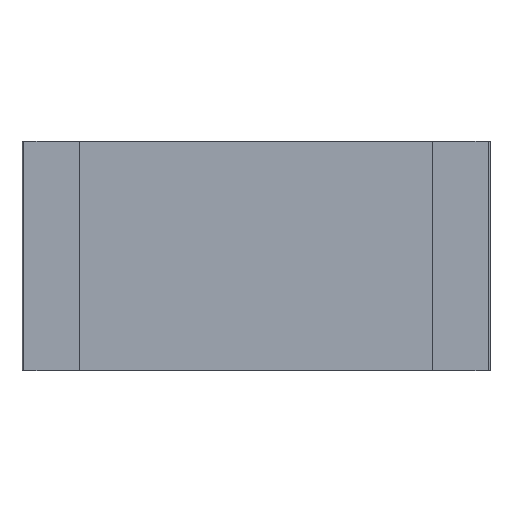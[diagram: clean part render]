
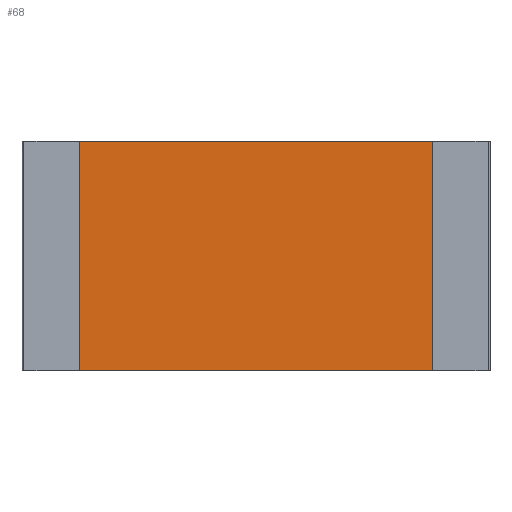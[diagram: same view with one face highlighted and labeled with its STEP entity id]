
A CAD part, top view. The second image highlights one B-rep face of the part: STEP entity #68.
In plain terms, the highlighted free-form (B-spline) face has degree [2, 1] with [3, 2] control points.
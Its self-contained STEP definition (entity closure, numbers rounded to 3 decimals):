
#68=ADVANCED_FACE('',(#114),#1549,.T.);
#114=FACE_OUTER_BOUND('',#160,.T.);
#160=EDGE_LOOP('',(#215,#216,#217,#218));
#215=ORIENTED_EDGE('',*,*,#1183,.T.);
#216=ORIENTED_EDGE('',*,*,#1184,.T.);
#217=ORIENTED_EDGE('',*,*,#1185,.T.);
#218=ORIENTED_EDGE('',*,*,#1181,.F.);
#440=PCURVE('',#1548,#668);
#443=PCURVE('',#1549,#671);
#444=PCURVE('',#1549,#672);
#445=PCURVE('',#1549,#673);
#446=PCURVE('',#1549,#674);
#450=PCURVE('',#1550,#678);
#467=PCURVE('',#1534,#695);
#474=PCURVE('',#1535,#702);
#668=DEFINITIONAL_REPRESENTATION('',(#896),#2764);
#671=DEFINITIONAL_REPRESENTATION('',(#899),#2764);
#672=DEFINITIONAL_REPRESENTATION('',(#900),#2764);
#673=DEFINITIONAL_REPRESENTATION('',(#901),#2764);
#674=DEFINITIONAL_REPRESENTATION('',(#902),#2764);
#678=DEFINITIONAL_REPRESENTATION('',(#906),#2764);
#695=DEFINITIONAL_REPRESENTATION('',(#1315),#2764);
#702=DEFINITIONAL_REPRESENTATION('',(#1322),#2764);
#896=B_SPLINE_CURVE_WITH_KNOTS('',1,(#1740,#1741),.UNSPECIFIED.,.F.,.F.,
(2,2),(0.,2.4),.UNSPECIFIED.);
#899=B_SPLINE_CURVE_WITH_KNOTS('',1,(#1752,#1753),.UNSPECIFIED.,.F.,.F.,
(2,2),(-5.524,-4.044),.UNSPECIFIED.);
#900=B_SPLINE_CURVE_WITH_KNOTS('',1,(#1756,#1757),.UNSPECIFIED.,.F.,.F.,
(2,2),(0.,2.4),.UNSPECIFIED.);
#901=B_SPLINE_CURVE_WITH_KNOTS('',1,(#1761,#1762),.UNSPECIFIED.,.F.,.F.,
(2,2),(4.044,5.524),.UNSPECIFIED.);
#902=B_SPLINE_CURVE_WITH_KNOTS('',1,(#1763,#1764),.UNSPECIFIED.,.F.,.F.,
(2,2),(0.,2.4),.UNSPECIFIED.);
#906=B_SPLINE_CURVE_WITH_KNOTS('',1,(#1779,#1780),.UNSPECIFIED.,.F.,.F.,
(2,2),(0.,2.4),.UNSPECIFIED.);
#1067=SURFACE_CURVE('',#1295,(#440,#446),.PCURVE_S1.);
#1069=SURFACE_CURVE('',#1297,(#443,#467),.PCURVE_S1.);
#1070=SURFACE_CURVE('',#1298,(#444,#450),.PCURVE_S1.);
#1071=SURFACE_CURVE('',#1299,(#445,#474),.PCURVE_S1.);
#1181=EDGE_CURVE('',#1464,#1465,#1067,.T.);
#1183=EDGE_CURVE('',#1464,#1466,#1069,.T.);
#1184=EDGE_CURVE('',#1466,#1467,#1070,.T.);
#1185=EDGE_CURVE('',#1467,#1465,#1071,.T.);
#1295=(
BOUNDED_CURVE()
B_SPLINE_CURVE(1,(#1738,#1739),.UNSPECIFIED.,.F.,.F.)
B_SPLINE_CURVE_WITH_KNOTS((2,2),(0.,2.4),.UNSPECIFIED.)
CURVE()
GEOMETRIC_REPRESENTATION_ITEM()
RATIONAL_B_SPLINE_CURVE((1.,1.))
REPRESENTATION_ITEM('')
);
#1297=(
BOUNDED_CURVE()
B_SPLINE_CURVE(2,(#1749,#1750,#1751),.UNSPECIFIED.,.F.,.F.)
B_SPLINE_CURVE_WITH_KNOTS((3,3),(-5.524,-4.044),
 .UNSPECIFIED.)
CURVE()
GEOMETRIC_REPRESENTATION_ITEM()
RATIONAL_B_SPLINE_CURVE((1.,1.,1.))
REPRESENTATION_ITEM('')
);
#1298=(
BOUNDED_CURVE()
B_SPLINE_CURVE(1,(#1754,#1755),.UNSPECIFIED.,.F.,.F.)
B_SPLINE_CURVE_WITH_KNOTS((2,2),(0.,2.4),.UNSPECIFIED.)
CURVE()
GEOMETRIC_REPRESENTATION_ITEM()
RATIONAL_B_SPLINE_CURVE((1.,1.))
REPRESENTATION_ITEM('')
);
#1299=(
BOUNDED_CURVE()
B_SPLINE_CURVE(2,(#1758,#1759,#1760),.UNSPECIFIED.,.F.,.F.)
B_SPLINE_CURVE_WITH_KNOTS((3,3),(4.044,5.524),
 .UNSPECIFIED.)
CURVE()
GEOMETRIC_REPRESENTATION_ITEM()
RATIONAL_B_SPLINE_CURVE((1.,1.,1.))
REPRESENTATION_ITEM('')
);
#1315=(
BOUNDED_CURVE()
B_SPLINE_CURVE(2,(#1839,#1840,#1841),.UNSPECIFIED.,.F.,.F.)
B_SPLINE_CURVE_WITH_KNOTS((3,3),(-5.524,-4.044),
 .UNSPECIFIED.)
CURVE()
GEOMETRIC_REPRESENTATION_ITEM()
RATIONAL_B_SPLINE_CURVE((1.,1.,1.))
REPRESENTATION_ITEM('')
);
#1322=(
BOUNDED_CURVE()
B_SPLINE_CURVE(2,(#1860,#1861,#1862),.UNSPECIFIED.,.F.,.F.)
B_SPLINE_CURVE_WITH_KNOTS((3,3),(4.044,5.524),
 .UNSPECIFIED.)
CURVE()
GEOMETRIC_REPRESENTATION_ITEM()
RATIONAL_B_SPLINE_CURVE((1.,1.,1.))
REPRESENTATION_ITEM('')
);
#1464=VERTEX_POINT('',#1689);
#1465=VERTEX_POINT('',#1690);
#1466=VERTEX_POINT('',#1691);
#1467=VERTEX_POINT('',#1692);
#1534=PLANE('',#1600);
#1535=PLANE('',#1601);
#1548=(
BOUNDED_SURFACE()
B_SPLINE_SURFACE(2,1,((#1645,#1646),(#1647,#1648),(#1649,#1650)),
 .UNSPECIFIED.,.F.,.F.,.F.)
B_SPLINE_SURFACE_WITH_KNOTS((3,3),(2,2),(-5.54,-5.524),
(0.,2.4),.UNSPECIFIED.)
GEOMETRIC_REPRESENTATION_ITEM()
RATIONAL_B_SPLINE_SURFACE(((1.,1.),(0.707,0.707),
(1.,1.)))
REPRESENTATION_ITEM('')
SURFACE()
);
#1549=(
BOUNDED_SURFACE()
B_SPLINE_SURFACE(2,1,((#1651,#1652),(#1653,#1654),(#1655,#1656)),
 .UNSPECIFIED.,.F.,.F.,.F.)
B_SPLINE_SURFACE_WITH_KNOTS((3,3),(2,2),(-5.524,-4.044),
(0.,2.4),.UNSPECIFIED.)
GEOMETRIC_REPRESENTATION_ITEM()
RATIONAL_B_SPLINE_SURFACE(((1.,1.),(1.,1.),(1.,1.)))
REPRESENTATION_ITEM('')
SURFACE()
);
#1550=(
BOUNDED_SURFACE()
B_SPLINE_SURFACE(2,1,((#1657,#1658),(#1659,#1660),(#1661,#1662)),
 .UNSPECIFIED.,.F.,.F.,.F.)
B_SPLINE_SURFACE_WITH_KNOTS((3,3),(2,2),(-4.044,-4.029),
(0.,2.4),.UNSPECIFIED.)
GEOMETRIC_REPRESENTATION_ITEM()
RATIONAL_B_SPLINE_SURFACE(((1.,1.),(0.707,0.707),
(1.,1.)))
REPRESENTATION_ITEM('')
SURFACE()
);
#1600=AXIS2_PLACEMENT_3D('',#1681,#1616,$);
#1601=AXIS2_PLACEMENT_3D('',#1682,#1617,$);
#1616=DIRECTION('',(0.,-1.,0.));
#1617=DIRECTION('',(0.,1.,0.));
#1645=CARTESIAN_POINT('',(-2.4,-1.2,0.49));
#1646=CARTESIAN_POINT('',(-2.4,1.2,0.49));
#1647=CARTESIAN_POINT('',(-2.4,-1.2,0.5));
#1648=CARTESIAN_POINT('',(-2.4,1.2,0.5));
#1649=CARTESIAN_POINT('',(-2.39,-1.2,0.5));
#1650=CARTESIAN_POINT('',(-2.39,1.2,0.5));
#1651=CARTESIAN_POINT('',(-2.39,-1.2,0.5));
#1652=CARTESIAN_POINT('',(-2.39,1.2,0.5));
#1653=CARTESIAN_POINT('',(0.,-1.2,0.5));
#1654=CARTESIAN_POINT('',(0.,1.2,0.5));
#1655=CARTESIAN_POINT('',(2.39,-1.2,0.5));
#1656=CARTESIAN_POINT('',(2.39,1.2,0.5));
#1657=CARTESIAN_POINT('',(2.39,-1.2,0.5));
#1658=CARTESIAN_POINT('',(2.39,1.2,0.5));
#1659=CARTESIAN_POINT('',(2.4,-1.2,0.5));
#1660=CARTESIAN_POINT('',(2.4,1.2,0.5));
#1661=CARTESIAN_POINT('',(2.4,-1.2,0.49));
#1662=CARTESIAN_POINT('',(2.4,1.2,0.49));
#1681=CARTESIAN_POINT('',(3.,-1.2,-0.006));
#1682=CARTESIAN_POINT('',(3.,1.2,-0.006));
#1689=CARTESIAN_POINT('',(-2.39,-1.2,0.5));
#1690=CARTESIAN_POINT('',(-2.39,1.2,0.5));
#1691=CARTESIAN_POINT('',(2.39,-1.2,0.5));
#1692=CARTESIAN_POINT('',(2.39,1.2,0.5));
#1738=CARTESIAN_POINT('',(-2.39,-1.2,0.5));
#1739=CARTESIAN_POINT('',(-2.39,1.2,0.5));
#1740=CARTESIAN_POINT('',(-5.524,0.));
#1741=CARTESIAN_POINT('',(-5.524,2.4));
#1749=CARTESIAN_POINT('',(-2.39,-1.2,0.5));
#1750=CARTESIAN_POINT('',(0.,-1.2,0.5));
#1751=CARTESIAN_POINT('',(2.39,-1.2,0.5));
#1752=CARTESIAN_POINT('',(-5.524,0.));
#1753=CARTESIAN_POINT('',(-4.044,0.));
#1754=CARTESIAN_POINT('',(2.39,-1.2,0.5));
#1755=CARTESIAN_POINT('',(2.39,1.2,0.5));
#1756=CARTESIAN_POINT('',(-4.044,0.));
#1757=CARTESIAN_POINT('',(-4.044,2.4));
#1758=CARTESIAN_POINT('',(2.39,1.2,0.5));
#1759=CARTESIAN_POINT('',(0.,1.2,0.5));
#1760=CARTESIAN_POINT('',(-2.39,1.2,0.5));
#1761=CARTESIAN_POINT('',(-4.044,2.4));
#1762=CARTESIAN_POINT('',(-5.524,2.4));
#1763=CARTESIAN_POINT('',(-5.524,0.));
#1764=CARTESIAN_POINT('',(-5.524,2.4));
#1779=CARTESIAN_POINT('',(-4.044,0.));
#1780=CARTESIAN_POINT('',(-4.044,2.4));
#1839=CARTESIAN_POINT('',(0.45,0.));
#1840=CARTESIAN_POINT('',(0.45,-2.39));
#1841=CARTESIAN_POINT('',(0.45,-4.78));
#1860=CARTESIAN_POINT('',(-4.78,0.45));
#1861=CARTESIAN_POINT('',(-2.39,0.45));
#1862=CARTESIAN_POINT('',(0.,0.45));
